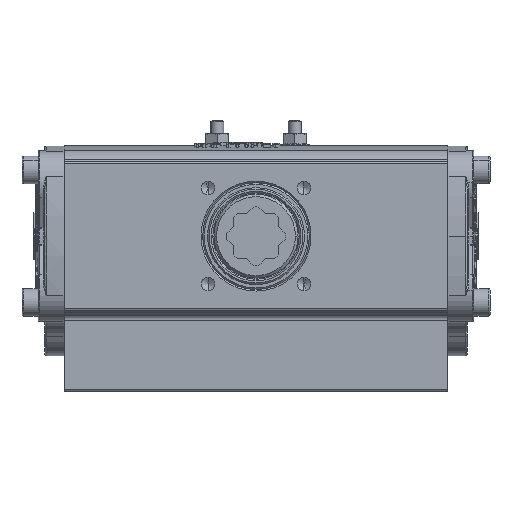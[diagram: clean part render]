
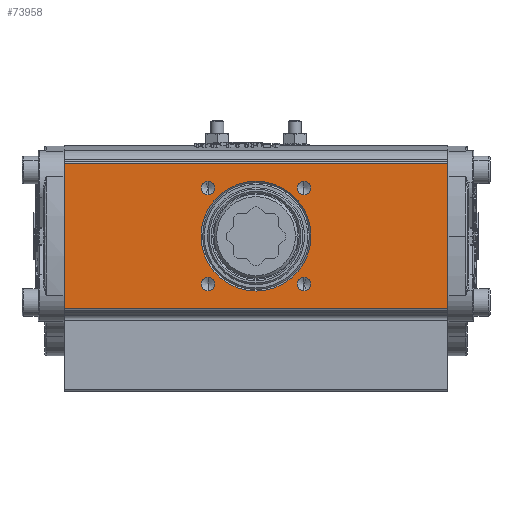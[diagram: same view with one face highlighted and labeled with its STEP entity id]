
A CAD part, front view. The second image highlights one B-rep face of the part: STEP entity #73958.
In plain terms, the highlighted planar face has unit normal (0, -1, 0).
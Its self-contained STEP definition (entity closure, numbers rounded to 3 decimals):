
#259 = ORIENTED_EDGE ( 'NONE', *, *, #176815, .T. ) ;
#891 = EDGE_CURVE ( 'NONE', #110319, #119582, #194673, .T. ) ;
#1021 = FACE_BOUND ( 'NONE', #17261, .T. ) ;
#3184 = ORIENTED_EDGE ( 'NONE', *, *, #92705, .T. ) ;
#4292 = AXIS2_PLACEMENT_3D ( 'NONE', #4395, #138823, #65030 ) ;
#4395 = CARTESIAN_POINT ( 'NONE',  ( 0.323, -46.5, 0. ) ) ;
#10382 = CARTESIAN_POINT ( 'NONE',  ( -14.526, -46.5, 14.849 ) ) ;
#12626 = ORIENTED_EDGE ( 'NONE', *, *, #187679, .T. ) ;
#15659 = AXIS2_PLACEMENT_3D ( 'NONE', #10382, #44689, #73041 ) ;
#16137 = ORIENTED_EDGE ( 'NONE', *, *, #60002, .T. ) ;
#16333 = DIRECTION ( 'NONE',  ( 0., 1., 0. ) ) ;
#16417 = CARTESIAN_POINT ( 'NONE',  ( 59.723, -46.5, -22.5 ) ) ;
#17261 = EDGE_LOOP ( 'NONE', ( #94661, #16137 ) ) ;
#17761 = EDGE_LOOP ( 'NONE', ( #56606, #154483 ) ) ;
#19134 = FACE_OUTER_BOUND ( 'NONE', #48366, .T. ) ;
#20007 = CIRCLE ( 'NONE', #52206, 2.065 ) ;
#22814 = CARTESIAN_POINT ( 'NONE',  ( -14.526, -46.5, 16.914 ) ) ;
#23969 = AXIS2_PLACEMENT_3D ( 'NONE', #92784, #198913, #91794 ) ;
#24506 = CARTESIAN_POINT ( 'NONE',  ( 0.323, -46.5, 22.5 ) ) ;
#26746 = CARTESIAN_POINT ( 'NONE',  ( 15.172, -46.5, 14.849 ) ) ;
#27853 = DIRECTION ( 'NONE',  ( 0., -1., 0. ) ) ;
#34704 = EDGE_CURVE ( 'NONE', #79979, #157968, #105945, .T. ) ;
#38395 = CIRCLE ( 'NONE', #186843, 2.065 ) ;
#40834 = LINE ( 'NONE', #99493, #129288 ) ;
#41694 = CARTESIAN_POINT ( 'NONE',  ( -14.526, -46.5, -12.784 ) ) ;
#41982 = LINE ( 'NONE', #87468, #105214 ) ;
#43475 = CARTESIAN_POINT ( 'NONE',  ( 15.172, -46.5, -14.849 ) ) ;
#43532 = CARTESIAN_POINT ( 'NONE',  ( 15.172, -46.5, 14.849 ) ) ;
#44403 = CARTESIAN_POINT ( 'NONE',  ( -59.077, -46.5, 22.5 ) ) ;
#44452 = CARTESIAN_POINT ( 'NONE',  ( 59.723, -46.5, 22.5 ) ) ;
#44689 = DIRECTION ( 'NONE',  ( 0., 1., 0. ) ) ;
#47279 = DIRECTION ( 'NONE',  ( 0., 0., -1. ) ) ;
#48089 = VERTEX_POINT ( 'NONE', #44403 ) ;
#48366 = EDGE_LOOP ( 'NONE', ( #12626, #184780, #259, #3184 ) ) ;
#51646 = CIRCLE ( 'NONE', #119380, 2.065 ) ;
#52206 = AXIS2_PLACEMENT_3D ( 'NONE', #118552, #86262, #73125 ) ;
#52445 = EDGE_CURVE ( 'NONE', #115729, #184207, #167922, .T. ) ;
#53872 = DIRECTION ( 'NONE',  ( -1., 0., 0. ) ) ;
#56456 = DIRECTION ( 'NONE',  ( 0., 1., 0. ) ) ;
#56606 = ORIENTED_EDGE ( 'NONE', *, *, #34704, .T. ) ;
#58952 = CARTESIAN_POINT ( 'NONE',  ( -59.077, -46.5, -22.5 ) ) ;
#59766 = AXIS2_PLACEMENT_3D ( 'NONE', #195617, #27853, #181421 ) ;
#60002 = EDGE_CURVE ( 'NONE', #173304, #132692, #38395, .T. ) ;
#62647 = FACE_BOUND ( 'NONE', #157722, .T. ) ;
#63650 = PLANE ( 'NONE',  #59766 ) ;
#65030 = DIRECTION ( 'NONE',  ( 0., 0., 1. ) ) ;
#65059 = EDGE_CURVE ( 'NONE', #190503, #185089, #180510, .T. ) ;
#69147 = EDGE_CURVE ( 'NONE', #173783, #162507, #110552, .T. ) ;
#72835 = CARTESIAN_POINT ( 'NONE',  ( 15.172, -46.5, -16.914 ) ) ;
#73041 = DIRECTION ( 'NONE',  ( 0., 0., -1. ) ) ;
#73125 = DIRECTION ( 'NONE',  ( 0., 0., -1. ) ) ;
#73958 = ADVANCED_FACE ( 'NONE', ( #19134, #130973, #185929, #1021, #62647, #140408 ), #63650, .T. ) ;
#76148 = AXIS2_PLACEMENT_3D ( 'NONE', #171939, #16333, #96138 ) ;
#76984 = CARTESIAN_POINT ( 'NONE',  ( 59.723, -46.5, -27.213 ) ) ;
#79979 = VERTEX_POINT ( 'NONE', #86728 ) ;
#82001 = CARTESIAN_POINT ( 'NONE',  ( 13.107, -46.5, 14.849 ) ) ;
#83152 = EDGE_LOOP ( 'NONE', ( #159502, #160963 ) ) ;
#85385 = EDGE_CURVE ( 'NONE', #162507, #173783, #20007, .T. ) ;
#86262 = DIRECTION ( 'NONE',  ( 0., 1., 0. ) ) ;
#86728 = CARTESIAN_POINT ( 'NONE',  ( -14.526, -46.5, 12.784 ) ) ;
#87468 = CARTESIAN_POINT ( 'NONE',  ( -59.077, -46.5, -26.538 ) ) ;
#88405 = DIRECTION ( 'NONE',  ( 1., 0., 0. ) ) ;
#89803 = VERTEX_POINT ( 'NONE', #58952 ) ;
#90032 = DIRECTION ( 'NONE',  ( 1., 0., 0. ) ) ;
#90136 = DIRECTION ( 'NONE',  ( 0., 0., 1. ) ) ;
#91794 = DIRECTION ( 'NONE',  ( 0., 0., 1. ) ) ;
#92705 = EDGE_CURVE ( 'NONE', #48089, #89803, #41982, .T. ) ;
#92784 = CARTESIAN_POINT ( 'NONE',  ( 0.323, -46.5, 0. ) ) ;
#92844 = EDGE_LOOP ( 'NONE', ( #119744, #103632 ) ) ;
#94113 = CARTESIAN_POINT ( 'NONE',  ( 17.237, -46.5, 14.849 ) ) ;
#94661 = ORIENTED_EDGE ( 'NONE', *, *, #98069, .T. ) ;
#95014 = CIRCLE ( 'NONE', #98328, 2.065 ) ;
#95891 = ORIENTED_EDGE ( 'NONE', *, *, #107641, .T. ) ;
#96138 = DIRECTION ( 'NONE',  ( 0., 0., -1. ) ) ;
#98069 = EDGE_CURVE ( 'NONE', #132692, #173304, #95014, .T. ) ;
#98328 = AXIS2_PLACEMENT_3D ( 'NONE', #26746, #133871, #88405 ) ;
#99493 = CARTESIAN_POINT ( 'NONE',  ( 0.323, -46.5, -22.5 ) ) ;
#103295 = LINE ( 'NONE', #24506, #170938 ) ;
#103632 = ORIENTED_EDGE ( 'NONE', *, *, #85385, .T. ) ;
#104486 = VECTOR ( 'NONE', #90136, 1000. ) ;
#105126 = DIRECTION ( 'NONE',  ( 0., 0., -1. ) ) ;
#105214 = VECTOR ( 'NONE', #134945, 1000. ) ;
#105945 = CIRCLE ( 'NONE', #15659, 2.065 ) ;
#107641 = EDGE_CURVE ( 'NONE', #185089, #190503, #51646, .T. ) ;
#110319 = VERTEX_POINT ( 'NONE', #148014 ) ;
#110552 = CIRCLE ( 'NONE', #142862, 2.065 ) ;
#111806 = ORIENTED_EDGE ( 'NONE', *, *, #65059, .T. ) ;
#114459 = CARTESIAN_POINT ( 'NONE',  ( 15.172, -46.5, -12.784 ) ) ;
#115631 = DIRECTION ( 'NONE',  ( 1., 0., 0. ) ) ;
#115729 = VERTEX_POINT ( 'NONE', #16417 ) ;
#118552 = CARTESIAN_POINT ( 'NONE',  ( -14.526, -46.5, -14.849 ) ) ;
#119380 = AXIS2_PLACEMENT_3D ( 'NONE', #168134, #123655, #185302 ) ;
#119582 = VERTEX_POINT ( 'NONE', #141403 ) ;
#119744 = ORIENTED_EDGE ( 'NONE', *, *, #69147, .T. ) ;
#123029 = EDGE_CURVE ( 'NONE', #157968, #79979, #192270, .T. ) ;
#123655 = DIRECTION ( 'NONE',  ( 0., 1., 0. ) ) ;
#128896 = AXIS2_PLACEMENT_3D ( 'NONE', #43475, #178927, #105126 ) ;
#129288 = VECTOR ( 'NONE', #115631, 1000. ) ;
#130973 = FACE_BOUND ( 'NONE', #83152, .T. ) ;
#132692 = VERTEX_POINT ( 'NONE', #94113 ) ;
#133215 = CARTESIAN_POINT ( 'NONE',  ( -14.526, -46.5, -14.849 ) ) ;
#133871 = DIRECTION ( 'NONE',  ( 0., 1., 0. ) ) ;
#134945 = DIRECTION ( 'NONE',  ( 0., 0., -1. ) ) ;
#138823 = DIRECTION ( 'NONE',  ( 0., 1., 0. ) ) ;
#140408 = FACE_BOUND ( 'NONE', #92844, .T. ) ;
#141403 = CARTESIAN_POINT ( 'NONE',  ( 0.323, -46.5, 17. ) ) ;
#142862 = AXIS2_PLACEMENT_3D ( 'NONE', #133215, #56456, #47279 ) ;
#148014 = CARTESIAN_POINT ( 'NONE',  ( 0.323, -46.5, -17. ) ) ;
#154483 = ORIENTED_EDGE ( 'NONE', *, *, #123029, .T. ) ;
#157722 = EDGE_LOOP ( 'NONE', ( #95891, #111806 ) ) ;
#157968 = VERTEX_POINT ( 'NONE', #22814 ) ;
#159502 = ORIENTED_EDGE ( 'NONE', *, *, #168151, .T. ) ;
#160963 = ORIENTED_EDGE ( 'NONE', *, *, #891, .T. ) ;
#162507 = VERTEX_POINT ( 'NONE', #41694 ) ;
#167922 = LINE ( 'NONE', #76984, #104486 ) ;
#168134 = CARTESIAN_POINT ( 'NONE',  ( 15.172, -46.5, -14.849 ) ) ;
#168151 = EDGE_CURVE ( 'NONE', #119582, #110319, #195057, .T. ) ;
#170938 = VECTOR ( 'NONE', #53872, 1000. ) ;
#171939 = CARTESIAN_POINT ( 'NONE',  ( -14.526, -46.5, 14.849 ) ) ;
#173304 = VERTEX_POINT ( 'NONE', #82001 ) ;
#173783 = VERTEX_POINT ( 'NONE', #175475 ) ;
#175475 = CARTESIAN_POINT ( 'NONE',  ( -14.526, -46.5, -16.914 ) ) ;
#176815 = EDGE_CURVE ( 'NONE', #184207, #48089, #103295, .T. ) ;
#178927 = DIRECTION ( 'NONE',  ( 0., 1., 0. ) ) ;
#178986 = DIRECTION ( 'NONE',  ( 0., 1., 0. ) ) ;
#180510 = CIRCLE ( 'NONE', #128896, 2.065 ) ;
#181421 = DIRECTION ( 'NONE',  ( 1., 0., 0. ) ) ;
#184207 = VERTEX_POINT ( 'NONE', #44452 ) ;
#184780 = ORIENTED_EDGE ( 'NONE', *, *, #52445, .T. ) ;
#185089 = VERTEX_POINT ( 'NONE', #72835 ) ;
#185302 = DIRECTION ( 'NONE',  ( 0., 0., -1. ) ) ;
#185929 = FACE_BOUND ( 'NONE', #17761, .T. ) ;
#186843 = AXIS2_PLACEMENT_3D ( 'NONE', #43532, #178986, #90032 ) ;
#187679 = EDGE_CURVE ( 'NONE', #89803, #115729, #40834, .T. ) ;
#190503 = VERTEX_POINT ( 'NONE', #114459 ) ;
#192270 = CIRCLE ( 'NONE', #76148, 2.065 ) ;
#194673 = CIRCLE ( 'NONE', #4292, 17. ) ;
#195057 = CIRCLE ( 'NONE', #23969, 17. ) ;
#195617 = CARTESIAN_POINT ( 'NONE',  ( 0.323, -46.5, -23. ) ) ;
#198913 = DIRECTION ( 'NONE',  ( 0., 1., 0. ) ) ;
